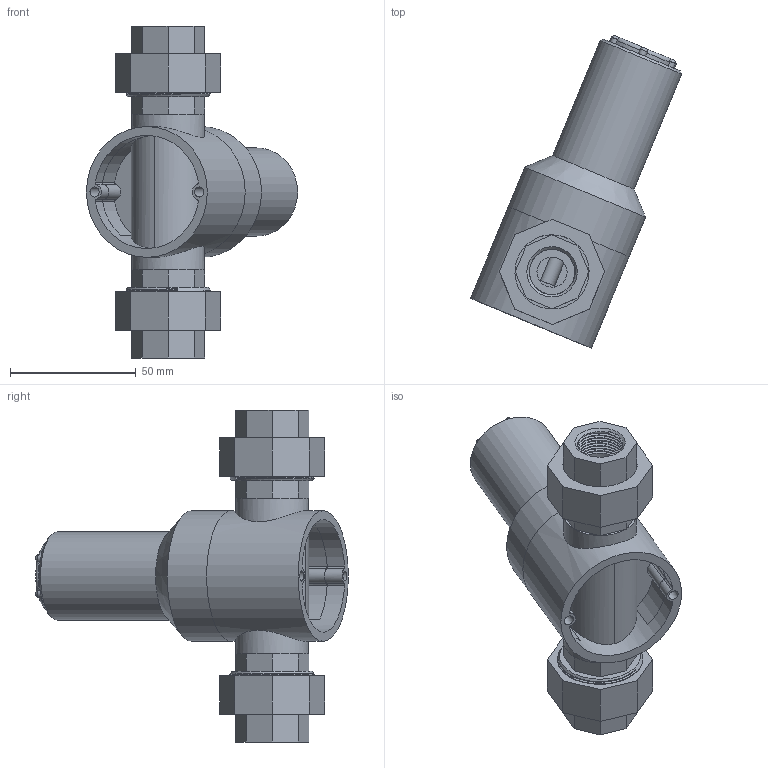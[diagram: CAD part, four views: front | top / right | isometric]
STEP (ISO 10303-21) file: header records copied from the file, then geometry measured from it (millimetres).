
FILE_DESCRIPTION (( 'STEP AP214' ), '1' );
FILE_NAME ('1-2-1103-3X.STEP', '2019-06-07T12:10:15', ( '' ), ( '' ), 'SwSTEP 2.0', 'SolidWorks 2019', '' );
FILE_SCHEMA (( 'AUTOMOTIVE_DESIGN' ));
Length unit declared in the file: millimetre
Products named in the file (16): 1-2 Union End; 1-2-1103-3X; PVC Bonnet all size; 1-2 Union nut; PVC Bonnet all size_20mm GFPP; 1-2 Union stub; 16mm Cap; 316 cast 1-2 body
Assembly tree (9 placements, depth 2):
  1-2-1103-3X
    PVC Bonnet all size_20mm GFPP
    16mm Cap
    316 cast 1-2 body
    1-2 Union End  x2
    1-2 Union nut  x2
    1-2 Union stub  x2
  PVC Bonnet all size
  1-2 Union nut
  1-2 Union End
  1-2 Union stub
Bounding box: 83.93 x 124.25 x 132 mm (x, y, z)
Volume: 210547.3 mm3; surface area: 66898.3 mm2
Topology: 9 solids, 9 shells, 312 faces, 781 edges, 509 vertices
Faces by surface type: plane 126, cylinder 123, bspline 38, cone 18, torus 7
Full cylindrical faces by diameter (mm): 4 x2, 6 x2, 12 x1, 17 x1, 18 x16, 18.4 x16, 18.631 x23, 20.4 x2, 21 x4, 27 x2, 29 x2, 29.5 x2, 31.4 x2, 35 x1, 35.504 x1, 38 x1, 52 x2
Entity records: 16272 total; most frequent: CARTESIAN_POINT 12064, DIRECTION 762, ORIENTED_EDGE 756, EDGE_CURVE 378, AXIS2_PLACEMENT_3D 312, VERTEX_POINT 267, EDGE_LOOP 253, FACE_OUTER_BOUND 216
